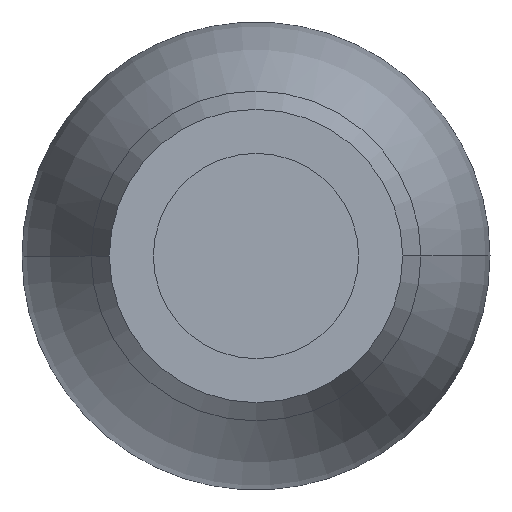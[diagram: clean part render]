
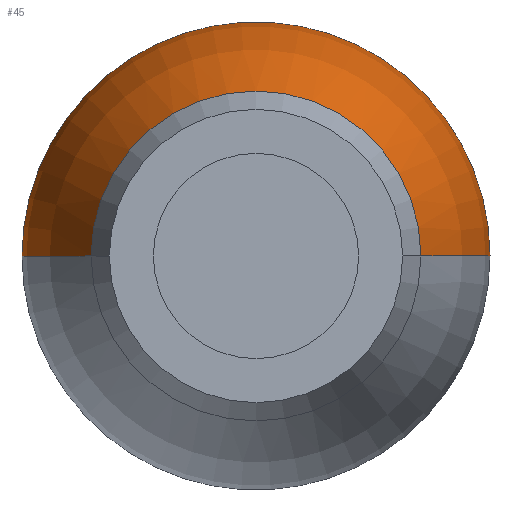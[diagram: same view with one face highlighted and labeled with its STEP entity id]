
A CAD part, left-side view. The second image highlights one B-rep face of the part: STEP entity #45.
In plain terms, the highlighted toroidal (fillet/blend) face has major radius 20 mm and minor radius 28 mm.
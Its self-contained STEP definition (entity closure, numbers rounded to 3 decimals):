
#45=ADVANCED_FACE('',(#94),#95,.T.);
#94=FACE_OUTER_BOUND('',#145,.T.);
#95=TOROIDAL_SURFACE('',#146,-20.0,28.0);
#145=EDGE_LOOP('',(#204,#205,#206,#207));
#146=AXIS2_PLACEMENT_3D('',#208,#209,#210);
#204=ORIENTED_EDGE('',*,*,#302,.F.);
#205=ORIENTED_EDGE('',*,*,#292,.T.);
#206=ORIENTED_EDGE('',*,*,#303,.F.);
#207=ORIENTED_EDGE('',*,*,#300,.F.);
#208=CARTESIAN_POINT('',(32.,0.,0.));
#209=DIRECTION('',(1.0,0.0,0.0));
#210=DIRECTION('',(0.0,1.0,0.));
#292=EDGE_CURVE('',#336,#334,#337,.T.);
#300=EDGE_CURVE('',#346,#344,#348,.T.);
#302=EDGE_CURVE('',#336,#346,#350,.T.);
#303=EDGE_CURVE('',#344,#334,#351,.T.);
#334=VERTEX_POINT('',#390);
#336=VERTEX_POINT('',#392);
#337=CIRCLE('',#393,5.623);
#344=VERTEX_POINT('',#400);
#346=VERTEX_POINT('',#402);
#348=CIRCLE('',#404,2.4);
#350=CIRCLE('',#406,28.0);
#351=CIRCLE('',#407,28.0);
#390=CARTESIAN_POINT('',(20.711,-5.623,0.));
#392=CARTESIAN_POINT('',(20.711,5.623,0.));
#393=AXIS2_PLACEMENT_3D('',#452,#453,#454);
#400=CARTESIAN_POINT('',(48.8,-2.4,0.));
#402=CARTESIAN_POINT('',(48.8,2.4,0.));
#404=AXIS2_PLACEMENT_3D('',#470,#471,#472);
#406=AXIS2_PLACEMENT_3D('',#473,#474,#475);
#407=AXIS2_PLACEMENT_3D('',#476,#477,#478);
#452=CARTESIAN_POINT('',(20.711,0.,0.));
#453=DIRECTION('',(1.0,0.0,-0.0));
#454=DIRECTION('',(0.0,1.0,0.));
#470=CARTESIAN_POINT('',(48.8,0.,0.));
#471=DIRECTION('',(1.0,0.0,-0.0));
#472=DIRECTION('',(0.0,1.0,0.));
#473=CARTESIAN_POINT('',(32.,-20.,0.));
#474=DIRECTION('',(0.0,0.,-1.0));
#475=DIRECTION('',(-0.0,1.0,0.));
#476=CARTESIAN_POINT('',(32.,20.0,0.));
#477=DIRECTION('',(0.0,0.,-1.0));
#478=DIRECTION('',(0.0,-1.0,0.));
